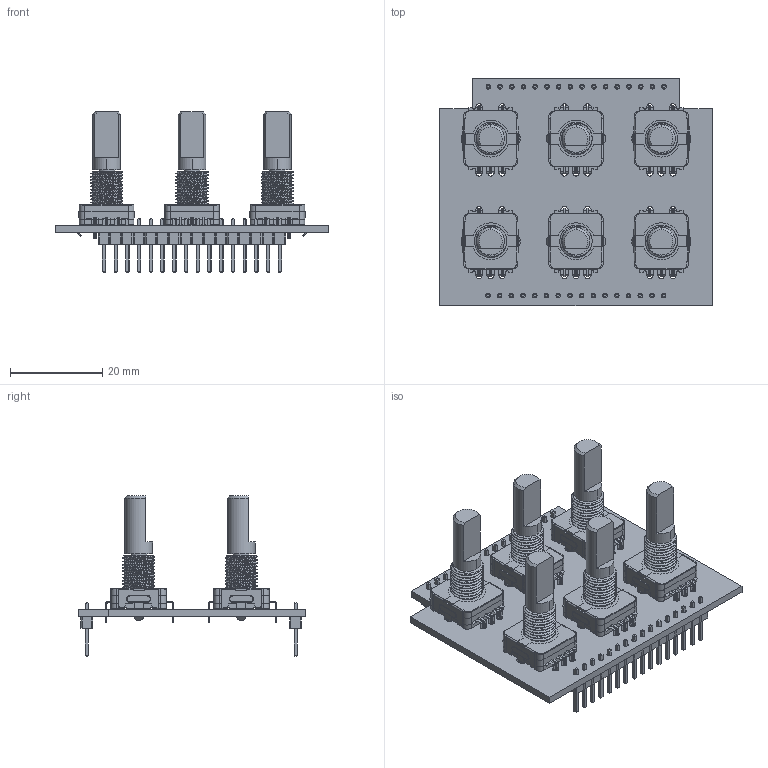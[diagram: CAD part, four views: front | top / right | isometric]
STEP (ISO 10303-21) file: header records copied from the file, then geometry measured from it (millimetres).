
FILE_DESCRIPTION(('KiCad electronic assembly'),'2;1');
FILE_NAME('Encoder_Carrier.step','2024-04-09T18:49:27',('Pcbnew'),( 'Kicad'),'Open CASCADE STEP processor 7.7','KiCad to STEP converter' ,'Unknown');
FILE_SCHEMA(('AUTOMOTIVE_DESIGN { 1 0 10303 214 1 1 1 1 }'));
Length unit declared in the file: millimetre
Products named in the file (6): Encoder_Carrier 1; PEC11L-4220F-S0015; PinHeader_1x16_P2.54mm_Vertical; PinHeader_1x16_P254mm_Vertical; Encoder_Carrier_PCB
Assembly tree (11 placements, depth 3):
  Encoder_Carrier 1
    PEC11L-4220F-S0015  x6
      PEC11L-4220F-S0015
    PinHeader_1x16_P2.54mm_Vertical  x2
      PinHeader_1x16_P254mm_Vertical
    Encoder_Carrier_PCB
Bounding box: 59 x 49.38 x 34.74 mm (x, y, z)
Volume: 11978.3 mm3; surface area: 19663.4 mm2
Topology: 63 solids, 63 shells, 3488 faces, 8822 edges, 5524 vertices
Faces by surface type: plane 2454, cylinder 908, torus 60, cone 48, bspline 18
Full cylindrical faces by diameter (mm): 1 x32, 1.194 x30
Entity records: 34142 total; most frequent: CARTESIAN_POINT 8364, ORIENTED_EDGE 4716, DIRECTION 4621, EDGE_CURVE 2358, LINE 1869, VECTOR 1869, VERTEX_POINT 1484, AXIS2_PLACEMENT_3D 1376
